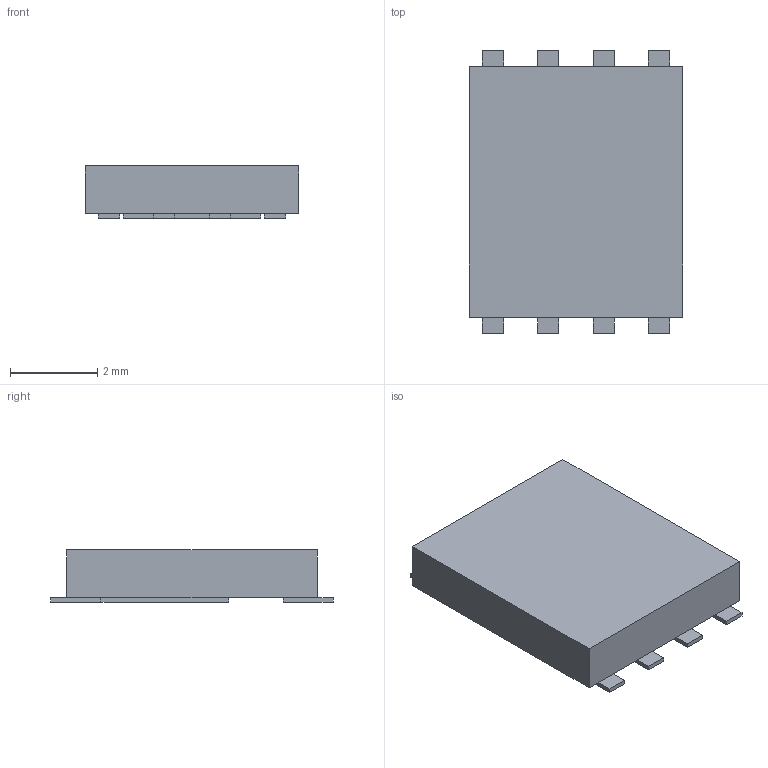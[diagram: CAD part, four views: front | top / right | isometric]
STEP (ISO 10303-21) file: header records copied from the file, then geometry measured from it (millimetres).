
FILE_DESCRIPTION(('FreeCAD Model'),'2;1');
FILE_NAME('1877235.1.1.stp','2020-05-27T10:37:40',( 'Author'),(''),'Open CASCADE STEP processor 6.9','FreeCAD','Unknown' );
FILE_SCHEMA(('AUTOMOTIVE_DESIGN { 1 0 10303 214 1 1 1 1 }'));
Length unit declared in the file: millimetre
Products named in the file (3): ASSEMBLY; Body; Pins
Assembly tree (2 placements, depth 2):
  ASSEMBLY
    Body
    Pins
Bounding box: 4.9 x 6.49 x 1.2 mm (x, y, z)
Volume: 32.4 mm3; surface area: 111.2 mm2
Topology: 8 solids, 8 shells, 64 faces, 136 edges, 88 vertices
Faces by surface type: plane 64
Entity records: 3544 total; most frequent: CARTESIAN_POINT 571, DIRECTION 534, LINE 400, VECTOR 400, ORIENTED_EDGE 272, PCURVE 272, DEFINITIONAL_REPRESENTATION 272, EDGE_CURVE 136
